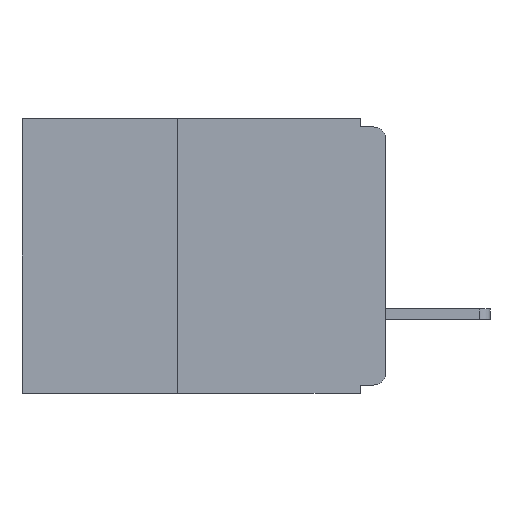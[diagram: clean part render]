
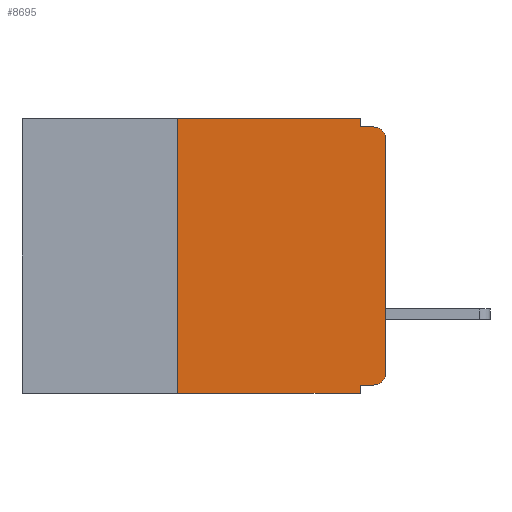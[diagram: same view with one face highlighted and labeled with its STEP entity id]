
A CAD part, left-side view. The second image highlights one B-rep face of the part: STEP entity #8695.
In plain terms, the highlighted planar face has unit normal (-1, 0, 0).
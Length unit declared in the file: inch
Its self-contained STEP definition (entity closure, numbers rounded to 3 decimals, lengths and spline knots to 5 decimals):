
#231 = VERTEX_POINT ( 'NONE', #4997 ) ;
#840 = EDGE_LOOP ( 'NONE', ( #10766, #1125, #3175, #2401, #4498, #5292, #5773, #6691, #7960, #8680 ) ) ;
#927 = EDGE_CURVE ( 'NONE', #2988, #9619, #3742, .T. ) ;
#1059 = CARTESIAN_POINT ( 'NONE',  ( 0., 0.031, -0.32 ) ) ;
#1125 = ORIENTED_EDGE ( 'NONE', *, *, #9409, .T. ) ;
#1263 = DIRECTION ( 'NONE',  ( 0., 0., 1. ) ) ;
#2147 = DIRECTION ( 'NONE',  ( 0., -1., 0. ) ) ;
#2225 = CARTESIAN_POINT ( 'NONE',  ( 0., 0.031, -0.33 ) ) ;
#2387 = DIRECTION ( 'NONE',  ( 0., 0., -1. ) ) ;
#2401 = ORIENTED_EDGE ( 'NONE', *, *, #6295, .F. ) ;
#2497 = CARTESIAN_POINT ( 'NONE',  ( 0., 0.015, -0.32 ) ) ;
#2790 = AXIS2_PLACEMENT_3D ( 'NONE', #6695, #6671, #6655 ) ;
#2919 = CIRCLE ( 'NONE', #2790, 0.015 ) ;
#2928 = CARTESIAN_POINT ( 'NONE',  ( 0., 0.25, -0.33 ) ) ;
#2988 = VERTEX_POINT ( 'NONE', #3760 ) ;
#3004 = AXIS2_PLACEMENT_3D ( 'NONE', #6991, #6988, #6959 ) ;
#3029 = CIRCLE ( 'NONE', #3004, 0.015 ) ;
#3175 = ORIENTED_EDGE ( 'NONE', *, *, #9226, .F. ) ;
#3461 = LINE ( 'NONE', #7655, #3552 ) ;
#3481 = CARTESIAN_POINT ( 'NONE',  ( 0., 0.25, -0.33 ) ) ;
#3552 = VECTOR ( 'NONE', #7578, 39.37008 ) ;
#3732 = VECTOR ( 'NONE', #2147, 39.37008 ) ;
#3742 = LINE ( 'NONE', #10256, #3732 ) ;
#3760 = CARTESIAN_POINT ( 'NONE',  ( 0., 0.25, 0. ) ) ;
#4224 = VECTOR ( 'NONE', #8457, 39.37008 ) ;
#4498 = ORIENTED_EDGE ( 'NONE', *, *, #927, .F. ) ;
#4633 = LINE ( 'NONE', #8568, #4224 ) ;
#4649 = VERTEX_POINT ( 'NONE', #1059 ) ;
#4730 = AXIS2_PLACEMENT_3D ( 'NONE', #12201, #12060, #12029 ) ;
#4997 = CARTESIAN_POINT ( 'NONE',  ( 0., 0.031, -0.01 ) ) ;
#5136 = VERTEX_POINT ( 'NONE', #5614 ) ;
#5209 = VECTOR ( 'NONE', #6794, 39.37008 ) ;
#5292 = ORIENTED_EDGE ( 'NONE', *, *, #10925, .F. ) ;
#5614 = CARTESIAN_POINT ( 'NONE',  ( 0., 0., -0.025 ) ) ;
#5660 = CARTESIAN_POINT ( 'NONE',  ( 0., 0.031, 0. ) ) ;
#5773 = ORIENTED_EDGE ( 'NONE', *, *, #11029, .T. ) ;
#5939 = VECTOR ( 'NONE', #9713, 39.37008 ) ;
#5984 = LINE ( 'NONE', #9941, #5939 ) ;
#6295 = EDGE_CURVE ( 'NONE', #9619, #231, #9614, .T. ) ;
#6655 = DIRECTION ( 'NONE',  ( 0., 0., -1. ) ) ;
#6671 = DIRECTION ( 'NONE',  ( -1., 0., 0. ) ) ;
#6691 = ORIENTED_EDGE ( 'NONE', *, *, #11428, .F. ) ;
#6695 = CARTESIAN_POINT ( 'NONE',  ( 0., 0.015, -0.305 ) ) ;
#6767 = VECTOR ( 'NONE', #1263, 39.37008 ) ;
#6794 = DIRECTION ( 'NONE',  ( 0., -1., 0. ) ) ;
#6959 = DIRECTION ( 'NONE',  ( 0., 0., -1. ) ) ;
#6988 = DIRECTION ( 'NONE',  ( -1., 0., 0. ) ) ;
#6991 = CARTESIAN_POINT ( 'NONE',  ( 0., 0.015, -0.025 ) ) ;
#7539 = CARTESIAN_POINT ( 'NONE',  ( 0., 0., -0.305 ) ) ;
#7578 = DIRECTION ( 'NONE',  ( 0., 1., 0. ) ) ;
#7655 = CARTESIAN_POINT ( 'NONE',  ( 0., 0., -0.32 ) ) ;
#7895 = LINE ( 'NONE', #11822, #5209 ) ;
#7907 = VERTEX_POINT ( 'NONE', #2928 ) ;
#7960 = ORIENTED_EDGE ( 'NONE', *, *, #9341, .F. ) ;
#7993 = VERTEX_POINT ( 'NONE', #2225 ) ;
#8407 = CARTESIAN_POINT ( 'NONE',  ( 0., 0.031, -0.33 ) ) ;
#8457 = DIRECTION ( 'NONE',  ( 0., -1., 0. ) ) ;
#8568 = CARTESIAN_POINT ( 'NONE',  ( 0., 0., -0.01 ) ) ;
#8680 = ORIENTED_EDGE ( 'NONE', *, *, #9442, .T. ) ;
#8695 = ADVANCED_FACE ( 'NONE', ( #9525 ), #12102, .F. ) ;
#9070 = EDGE_CURVE ( 'NONE', #12240, #5136, #5984, .T. ) ;
#9111 = VERTEX_POINT ( 'NONE', #9406 ) ;
#9226 = EDGE_CURVE ( 'NONE', #231, #9111, #4633, .T. ) ;
#9317 = LINE ( 'NONE', #3481, #6767 ) ;
#9341 = EDGE_CURVE ( 'NONE', #11489, #4649, #3461, .T. ) ;
#9406 = CARTESIAN_POINT ( 'NONE',  ( 0., 0.015, -0.01 ) ) ;
#9409 = EDGE_CURVE ( 'NONE', #5136, #9111, #3029, .T. ) ;
#9442 = EDGE_CURVE ( 'NONE', #11489, #12240, #2919, .T. ) ;
#9525 = FACE_OUTER_BOUND ( 'NONE', #840, .T. ) ;
#9547 = VECTOR ( 'NONE', #11080, 39.37008 ) ;
#9614 = LINE ( 'NONE', #10709, #9547 ) ;
#9619 = VERTEX_POINT ( 'NONE', #5660 ) ;
#9713 = DIRECTION ( 'NONE',  ( 0., 0., 1. ) ) ;
#9800 = LINE ( 'NONE', #8407, #11771 ) ;
#9941 = CARTESIAN_POINT ( 'NONE',  ( 0., 0., 0. ) ) ;
#10256 = CARTESIAN_POINT ( 'NONE',  ( 0., 0.437, 0. ) ) ;
#10709 = CARTESIAN_POINT ( 'NONE',  ( 0., 0.031, 0. ) ) ;
#10766 = ORIENTED_EDGE ( 'NONE', *, *, #9070, .T. ) ;
#10925 = EDGE_CURVE ( 'NONE', #7907, #2988, #9317, .T. ) ;
#11029 = EDGE_CURVE ( 'NONE', #7907, #7993, #7895, .T. ) ;
#11080 = DIRECTION ( 'NONE',  ( 0., 0., -1. ) ) ;
#11428 = EDGE_CURVE ( 'NONE', #4649, #7993, #9800, .T. ) ;
#11489 = VERTEX_POINT ( 'NONE', #2497 ) ;
#11771 = VECTOR ( 'NONE', #2387, 39.37008 ) ;
#11822 = CARTESIAN_POINT ( 'NONE',  ( 0., 0.437, -0.33 ) ) ;
#12029 = DIRECTION ( 'NONE',  ( 0., 0., -1. ) ) ;
#12060 = DIRECTION ( 'NONE',  ( 1., 0., 0. ) ) ;
#12102 = PLANE ( 'NONE',  #4730 ) ;
#12201 = CARTESIAN_POINT ( 'NONE',  ( 0., 0.437, 0. ) ) ;
#12240 = VERTEX_POINT ( 'NONE', #7539 ) ;
